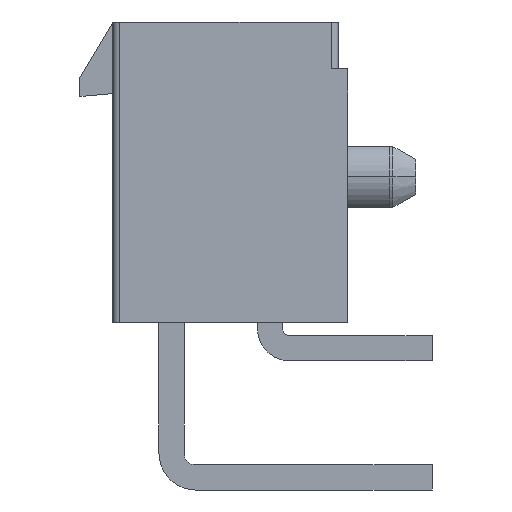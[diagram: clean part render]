
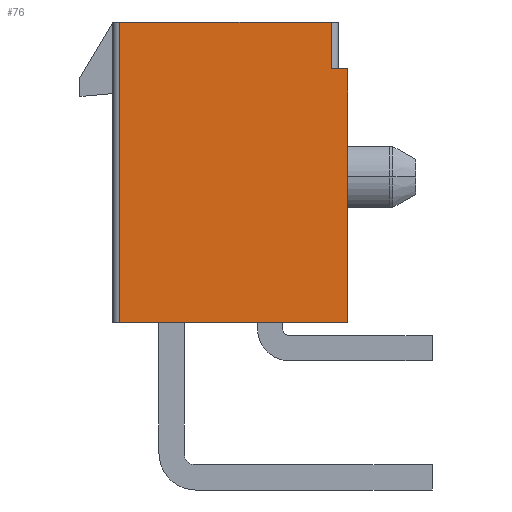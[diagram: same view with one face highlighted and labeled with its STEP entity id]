
A CAD part, left-side view. The second image highlights one B-rep face of the part: STEP entity #76.
In plain terms, the highlighted planar face has unit normal (-1, 0, 0).
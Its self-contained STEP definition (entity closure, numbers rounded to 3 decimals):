
#76=ADVANCED_FACE('',(#234),#235,.T.);
#234=FACE_OUTER_BOUND('',#519,.T.);
#235=PLANE('',#520);
#519=EDGE_LOOP('',(#893,#894,#895,#896,#897,#898));
#520=AXIS2_PLACEMENT_3D('',#899,#900,#901);
#893=ORIENTED_EDGE('',*,*,#1862,.T.);
#894=ORIENTED_EDGE('',*,*,#1904,.F.);
#895=ORIENTED_EDGE('',*,*,#1905,.F.);
#896=ORIENTED_EDGE('',*,*,#1906,.T.);
#897=ORIENTED_EDGE('',*,*,#1907,.T.);
#898=ORIENTED_EDGE('',*,*,#1908,.T.);
#899=CARTESIAN_POINT('',(-4.8,0.4,0.0));
#900=DIRECTION('',(-1.0,0.0,0.0));
#901=DIRECTION('',(0.0,0.0,1.0));
#1862=EDGE_CURVE('',#2248,#2246,#2249,.T.);
#1904=EDGE_CURVE('',#2324,#2246,#2326,.T.);
#1905=EDGE_CURVE('',#2327,#2324,#2328,.T.);
#1906=EDGE_CURVE('',#2327,#2329,#2330,.T.);
#1907=EDGE_CURVE('',#2329,#2331,#2332,.T.);
#1908=EDGE_CURVE('',#2331,#2248,#2333,.T.);
#2246=VERTEX_POINT('',#2807);
#2248=VERTEX_POINT('',#2809);
#2249=LINE('',#2810,#2811);
#2324=VERTEX_POINT('',#2922);
#2326=LINE('',#2924,#2925);
#2327=VERTEX_POINT('',#2926);
#2328=LINE('',#2927,#2928);
#2329=VERTEX_POINT('',#2929);
#2330=LINE('',#2930,#2931);
#2331=VERTEX_POINT('',#2932);
#2332=LINE('',#2933,#2934);
#2333=LINE('',#2935,#2936);
#2807=CARTESIAN_POINT('',(-4.8,9.7,0.0));
#2809=CARTESIAN_POINT('',(-4.8,0.7,0.0));
#2810=CARTESIAN_POINT('',(-4.8,0.7,0.0));
#2811=VECTOR('',#3617,9.0);
#2922=CARTESIAN_POINT('',(-4.8,9.7,-12.8));
#2924=CARTESIAN_POINT('',(-4.8,9.7,-12.8));
#2925=VECTOR('',#3669,12.8);
#2926=CARTESIAN_POINT('',(-4.8,0.0,-12.8));
#2927=CARTESIAN_POINT('',(-4.8,0.0,-12.8));
#2928=VECTOR('',#3670,9.7);
#2929=CARTESIAN_POINT('',(-4.8,0.0,-2.0));
#2930=CARTESIAN_POINT('',(-4.8,0.0,-12.8));
#2931=VECTOR('',#3671,10.8);
#2932=CARTESIAN_POINT('',(-4.8,0.7,-2.0));
#2933=CARTESIAN_POINT('',(-4.8,0.0,-2.0));
#2934=VECTOR('',#3672,0.7);
#2935=CARTESIAN_POINT('',(-4.8,0.7,-2.0));
#2936=VECTOR('',#3673,2.0);
#3617=DIRECTION('',(0.0,1.0,0.0));
#3669=DIRECTION('',(0.0,0.0,1.0));
#3670=DIRECTION('',(0.0,1.0,0.0));
#3671=DIRECTION('',(0.0,0.0,1.0));
#3672=DIRECTION('',(0.0,1.0,0.0));
#3673=DIRECTION('',(0.0,0.0,1.0));
